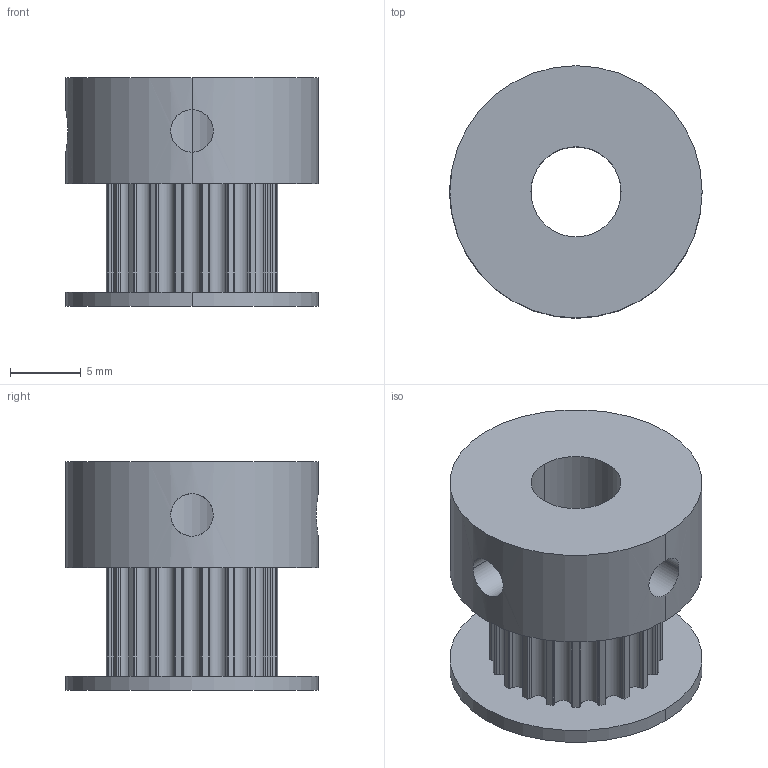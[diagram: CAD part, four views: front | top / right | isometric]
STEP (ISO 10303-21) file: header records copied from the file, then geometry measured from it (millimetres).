
FILE_DESCRIPTION((''),'2;1');
FILE_NAME('26054-03','2013-12-18T',('Barton'),(''),'PRO/ENGINEER BY PARAMETRIC TECHNOLOGY CORPORATION, 2013150','PRO/ENGINEER BY PARAMETRIC TECHNOLOGY CORPORATION, 2013150','');
FILE_SCHEMA(('CONFIG_CONTROL_DESIGN'));
Length unit declared in the file: inch
Products named in the file (1): 26054-03
Bounding box: 17.78 x 17.78 x 16.13 mm (x, y, z)
Volume: 2282.4 mm3; surface area: 2019.3 mm2
Topology: 1 solids, 1 shells, 134 faces, 400 edges, 268 vertices
Faces by surface type: cylinder 130, plane 4
Entity records: 5127 total; most frequent: CARTESIAN_POINT 1218, DIRECTION 910, ORIENTED_EDGE 800, EDGE_CURVE 400, AXIS2_PLACEMENT_3D 388, VERTEX_POINT 268, CIRCLE 254, EDGE_LOOP 140
